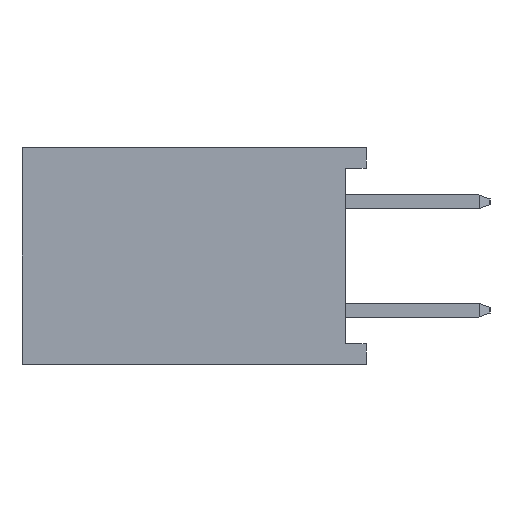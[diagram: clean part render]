
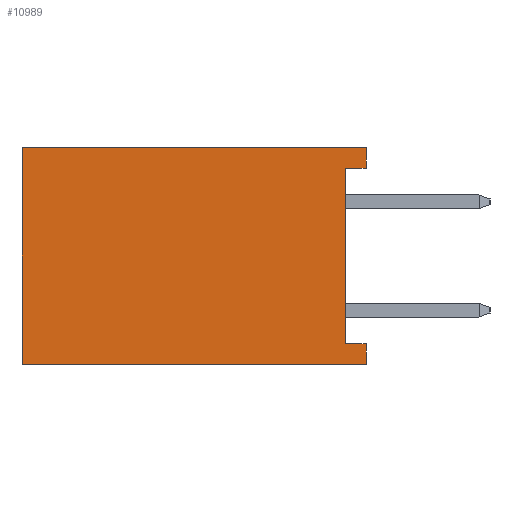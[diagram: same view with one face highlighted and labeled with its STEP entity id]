
A CAD part, left-side view. The second image highlights one B-rep face of the part: STEP entity #10989.
In plain terms, the highlighted planar face has unit normal (-1, 0, 0).
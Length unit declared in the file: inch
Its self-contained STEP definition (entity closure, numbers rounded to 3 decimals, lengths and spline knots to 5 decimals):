
#355=ORIENTED_EDGE('',*,*,#3469,.T.);
#356=ORIENTED_EDGE('',*,*,#3325,.T.);
#357=ORIENTED_EDGE('',*,*,#3407,.F.);
#358=ORIENTED_EDGE('',*,*,#3503,.F.);
#359=ORIENTED_EDGE('',*,*,#3401,.T.);
#360=ORIENTED_EDGE('',*,*,#3369,.T.);
#361=ORIENTED_EDGE('',*,*,#3502,.T.);
#362=ORIENTED_EDGE('',*,*,#3504,.T.);
#3325=EDGE_CURVE('',#4922,#4921,#5985,.T.);
#3369=EDGE_CURVE('',#4966,#4965,#6029,.T.);
#3401=EDGE_CURVE('',#4987,#4966,#6061,.T.);
#3407=EDGE_CURVE('',#4991,#4921,#6067,.T.);
#3469=EDGE_CURVE('',#5032,#4922,#6129,.T.);
#3502=EDGE_CURVE('',#4965,#5054,#6162,.T.);
#3503=EDGE_CURVE('',#4987,#4991,#6163,.T.);
#3504=EDGE_CURVE('',#5054,#5032,#6164,.T.);
#4921=VERTEX_POINT('',#15133);
#4922=VERTEX_POINT('',#15135);
#4965=VERTEX_POINT('',#15232);
#4966=VERTEX_POINT('',#15234);
#4987=VERTEX_POINT('',#15288);
#4991=VERTEX_POINT('',#15298);
#5032=VERTEX_POINT('',#15411);
#5054=VERTEX_POINT('',#15478);
#5985=LINE('',#15134,#7541);
#6029=LINE('',#15233,#7585);
#6061=LINE('',#15287,#7617);
#6067=LINE('',#15299,#7623);
#6129=LINE('',#15413,#7685);
#6162=LINE('',#15479,#7718);
#6163=LINE('',#15481,#7719);
#6164=LINE('',#15482,#7720);
#7541=VECTOR('',#12269,39.37008);
#7585=VECTOR('',#12335,39.37008);
#7617=VECTOR('',#12369,39.37008);
#7623=VECTOR('',#12377,39.37008);
#7685=VECTOR('',#12461,39.37008);
#7718=VECTOR('',#12516,39.37008);
#7719=VECTOR('',#12519,39.37008);
#7720=VECTOR('',#12520,39.37008);
#9101=EDGE_LOOP('',(#355,#356,#357,#358,#359,#360,#361,#362));
#9757=FACE_BOUND('',#9101,.T.);
#10413=PLANE('',#11611);
#10989=ADVANCED_FACE('',(#9757),#10413,.F.);
#11611=AXIS2_PLACEMENT_3D('',#15480,#12517,#12518);
#12269=DIRECTION('',(0.,0.,1.));
#12335=DIRECTION('',(0.,0.,1.));
#12369=DIRECTION('',(0.,-1.,0.));
#12377=DIRECTION('',(0.,-1.,0.));
#12461=DIRECTION('',(0.,-1.,0.));
#12516=DIRECTION('',(0.,1.,0.));
#12517=DIRECTION('',(1.,0.,0.));
#12518=DIRECTION('',(0.,0.,-1.));
#12519=DIRECTION('',(0.,0.,1.));
#12520=DIRECTION('',(0.,0.,1.));
#15133=CARTESIAN_POINT('',(0.,0.,0.07875));
#15134=CARTESIAN_POINT('',(0.,0.,-0.07875));
#15135=CARTESIAN_POINT('',(0.,0.,0.06375));
#15232=CARTESIAN_POINT('',(0.,0.,-0.06375));
#15233=CARTESIAN_POINT('',(0.,0.,-0.07875));
#15234=CARTESIAN_POINT('',(0.,0.,-0.07875));
#15287=CARTESIAN_POINT('',(0.,0.25,-0.07875));
#15288=CARTESIAN_POINT('',(0.,0.25,-0.07875));
#15298=CARTESIAN_POINT('',(0.,0.25,0.07875));
#15299=CARTESIAN_POINT('',(0.,0.25,0.07875));
#15411=CARTESIAN_POINT('',(0.,0.015,0.06375));
#15413=CARTESIAN_POINT('',(0.,0.015,0.06375));
#15478=CARTESIAN_POINT('',(0.,0.015,-0.06375));
#15479=CARTESIAN_POINT('',(0.,0.,-0.06375));
#15480=CARTESIAN_POINT('',(0.,0.25,-0.07875));
#15481=CARTESIAN_POINT('',(0.,0.25,-0.07875));
#15482=CARTESIAN_POINT('',(0.,0.015,-0.06375));
